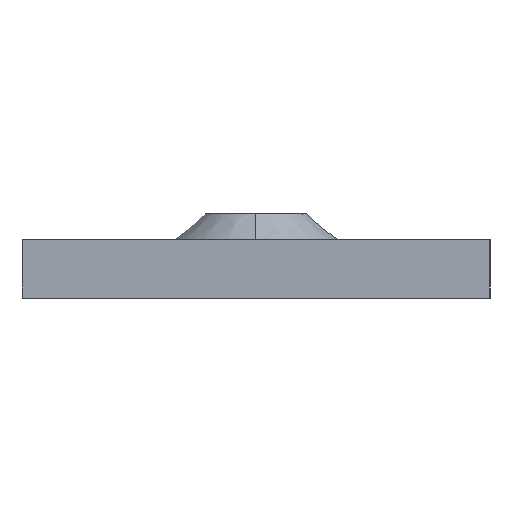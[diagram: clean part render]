
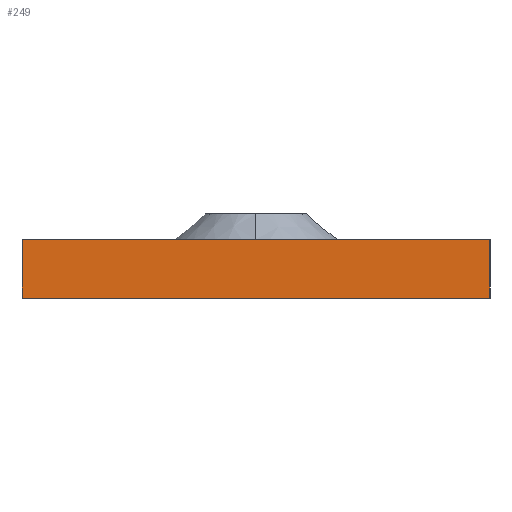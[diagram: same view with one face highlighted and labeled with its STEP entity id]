
A CAD part, left-side view. The second image highlights one B-rep face of the part: STEP entity #249.
In plain terms, the highlighted planar face has unit normal (-1, 0, 0).
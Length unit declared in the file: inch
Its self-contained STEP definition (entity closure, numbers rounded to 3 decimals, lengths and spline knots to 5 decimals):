
#32 = VERTEX_POINT ( 'NONE', #134 ) ;
#71 = ORIENTED_EDGE ( 'NONE', *, *, #620, .T. ) ;
#98 = CARTESIAN_POINT ( 'NONE',  ( -8.75, 0.75, 0.188 ) ) ;
#110 = CARTESIAN_POINT ( 'NONE',  ( -8.75, 0.75, 0.188 ) ) ;
#113 = DIRECTION ( 'NONE',  ( 1., 0., 0. ) ) ;
#132 = CARTESIAN_POINT ( 'NONE',  ( -8.75, -0.75, 0.188 ) ) ;
#134 = CARTESIAN_POINT ( 'NONE',  ( -8.75, 0.75, 0.188 ) ) ;
#155 = DIRECTION ( 'NONE',  ( 0., 1., 0. ) ) ;
#165 = CARTESIAN_POINT ( 'NONE',  ( -8.75, -0.75, 0.188 ) ) ;
#171 = VERTEX_POINT ( 'NONE', #256 ) ;
#176 = LINE ( 'NONE', #98, #343 ) ;
#194 = EDGE_CURVE ( 'NONE', #269, #461, #255, .T. ) ;
#249 = ADVANCED_FACE ( 'NONE', ( #499 ), #418, .F. ) ;
#255 = LINE ( 'NONE', #165, #497 ) ;
#256 = CARTESIAN_POINT ( 'NONE',  ( -8.75, 0.75, 0. ) ) ;
#257 = DIRECTION ( 'NONE',  ( 0., 0., -1. ) ) ;
#258 = LINE ( 'NONE', #132, #636 ) ;
#269 = VERTEX_POINT ( 'NONE', #459 ) ;
#306 = CARTESIAN_POINT ( 'NONE',  ( -8.75, 0.75, 0. ) ) ;
#313 = VECTOR ( 'NONE', #155, 39.37008 ) ;
#343 = VECTOR ( 'NONE', #257, 39.37008 ) ;
#345 = AXIS2_PLACEMENT_3D ( 'NONE', #110, #113, #603 ) ;
#356 = DIRECTION ( 'NONE',  ( 0., -1., 0. ) ) ;
#375 = EDGE_LOOP ( 'NONE', ( #479, #390, #71, #427 ) ) ;
#390 = ORIENTED_EDGE ( 'NONE', *, *, #453, .F. ) ;
#418 = PLANE ( 'NONE',  #345 ) ;
#427 = ORIENTED_EDGE ( 'NONE', *, *, #595, .F. ) ;
#437 = LINE ( 'NONE', #306, #313 ) ;
#453 = EDGE_CURVE ( 'NONE', #32, #461, #258, .T. ) ;
#459 = CARTESIAN_POINT ( 'NONE',  ( -8.75, -0.75, 0. ) ) ;
#461 = VERTEX_POINT ( 'NONE', #638 ) ;
#479 = ORIENTED_EDGE ( 'NONE', *, *, #194, .T. ) ;
#497 = VECTOR ( 'NONE', #605, 39.37008 ) ;
#499 = FACE_OUTER_BOUND ( 'NONE', #375, .T. ) ;
#595 = EDGE_CURVE ( 'NONE', #269, #171, #437, .T. ) ;
#603 = DIRECTION ( 'NONE',  ( 0., 0., -1. ) ) ;
#605 = DIRECTION ( 'NONE',  ( 0., 0., 1. ) ) ;
#620 = EDGE_CURVE ( 'NONE', #32, #171, #176, .T. ) ;
#636 = VECTOR ( 'NONE', #356, 39.37008 ) ;
#638 = CARTESIAN_POINT ( 'NONE',  ( -8.75, -0.75, 0.188 ) ) ;
